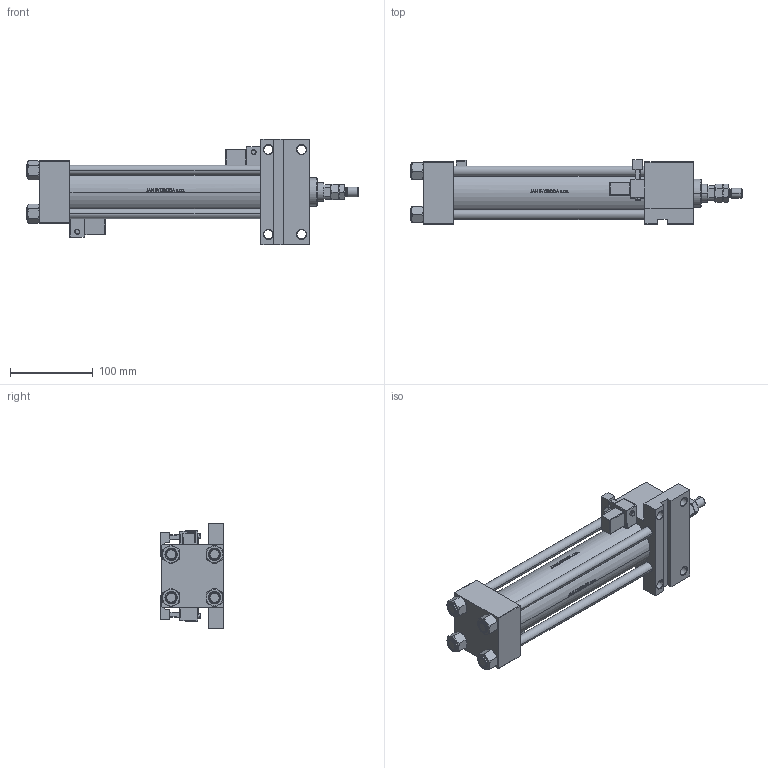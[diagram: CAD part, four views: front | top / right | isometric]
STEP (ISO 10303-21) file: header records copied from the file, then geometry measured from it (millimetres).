
FILE_DESCRIPTION (( 'STEP AP203' ), '1' );
FILE_NAME ('bde1.STEP', '2023-08-23T08:41:26', ( '' ), ( '' ), 'SwSTEP 2.0', 'SolidWorks 2019', '' );
FILE_SCHEMA (( 'CONFIG_CONTROL_DESIGN' ));
Length unit declared in the file: millimetre
Products named in the file (8): MTA 1f45da738678e64ab9dd78ea7b161be3; V215CR_F_TYCINKA 1f45da738678e64ab9dd78ea7b161be3; V215_VC_A 1f45da738678e64ab9dd78ea7b161be3; NUT_M5_F 1f45da738678e64ab9dd78ea7b161be3; V215CR_F_Body 1f45da738678e64ab9dd78ea7b161be3; bde1; V215CR_VCP_F 1f45da738678e64ab9dd78ea7b161be3; V215CR_MSU 1f45da738678e64ab9dd78ea7b161be3
Assembly tree (14 placements, depth 2):
  bde1
    V215CR_F_Body 1f45da738678e64ab9dd78ea7b161be3
    V215CR_VCP_F 1f45da738678e64ab9dd78ea7b161be3
    V215CR_F_TYCINKA 1f45da738678e64ab9dd78ea7b161be3  x4
    NUT_M5_F 1f45da738678e64ab9dd78ea7b161be3  x4
    V215_VC_A 1f45da738678e64ab9dd78ea7b161be3
    MTA 1f45da738678e64ab9dd78ea7b161be3
    V215CR_MSU 1f45da738678e64ab9dd78ea7b161be3  x2
Bounding box: 400 x 77.03 x 127 mm (x, y, z)
Volume: 983933.5 mm3; surface area: 266039.8 mm2
Topology: 14 solids, 14 shells, 1306 faces, 3178 edges, 2003 vertices
Faces by surface type: plane 510, bspline 380, cylinder 190, cone 180, sphere 24, torus 22
Entity records: 51311 total; most frequent: CARTESIAN_POINT 26745, ORIENTED_EDGE 5466, DIRECTION 3677, EDGE_CURVE 2733, VERTEX_POINT 1763, VECTOR 1395, LINE 1395, EDGE_LOOP 1252
